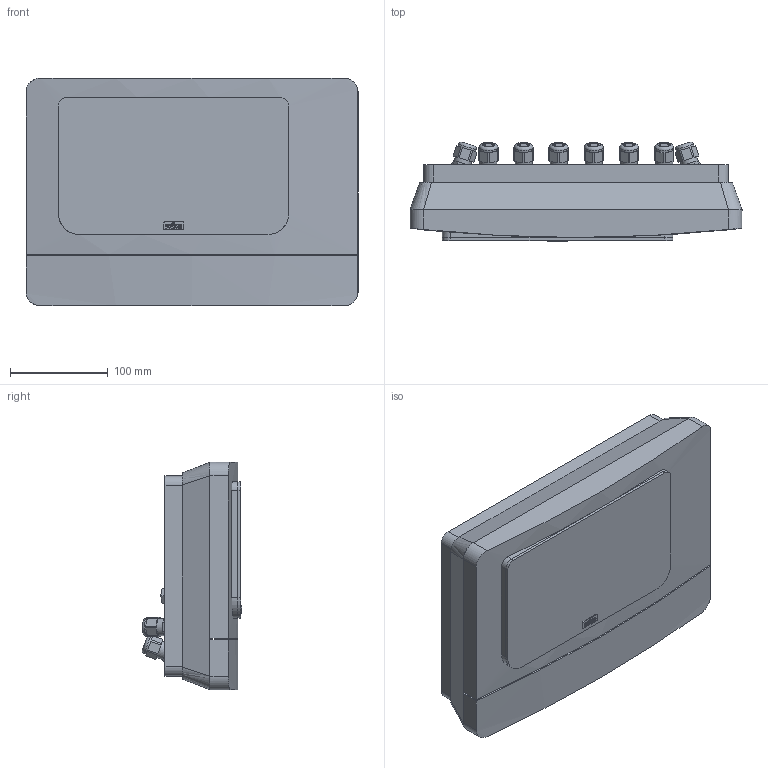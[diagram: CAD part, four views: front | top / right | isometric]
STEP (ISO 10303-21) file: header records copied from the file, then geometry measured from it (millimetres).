
FILE_DESCRIPTION(/* description */ (''),/* implementation_level */ '2;1');
FILE_NAME(/* name */ '3d_''Ernheit''-8860300.stp',/* time_stamp */ '2015-12-08T10:35:01+01:00',/* author */ ('Andrzej'),/* organization */ (''),/* preprocessor_version */ 'ST-DEVELOPER v15.5',/* originating_system */ 'AutoCAD Mechanical',/* authorisation */ '');
FILE_SCHEMA (('AUTOMOTIVE_DESIGN { 1 0 10303 214 3 1 1 }'));
Length unit declared in the file: millimetre
Products named in the file (1): Product
Bounding box: 340 x 101.96 x 233 mm (x, y, z)
Volume: 5330971.5 mm3; surface area: 348896.9 mm2
Topology: 19 solids, 19 shells, 541 faces, 1318 edges, 878 vertices
Faces by surface type: plane 443, cylinder 84, torus 10, bspline 4
Full cylindrical faces by diameter (mm): 10.5 x8, 16 x12, 17 x2, 17.5 x8, 19 x8, 20 x2
Entity records: 15480 total; most frequent: CARTESIAN_POINT 2812, ORIENTED_EDGE 2508, DIRECTION 2504, EDGE_CURVE 1254, LINE 1064, VECTOR 1064, VERTEX_POINT 864, AXIS2_PLACEMENT_3D 720
